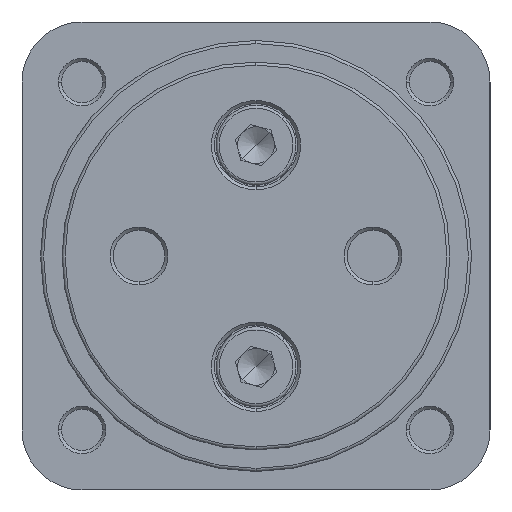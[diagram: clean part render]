
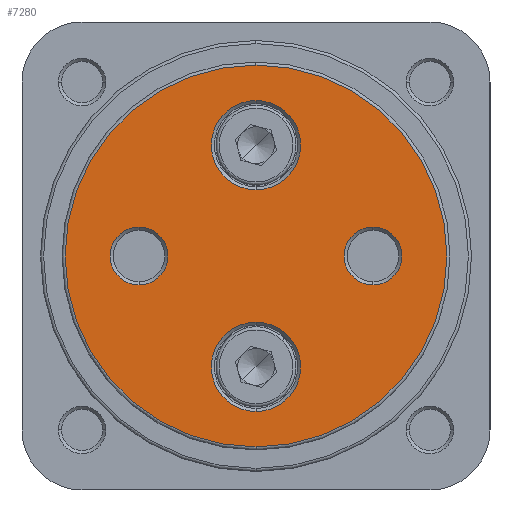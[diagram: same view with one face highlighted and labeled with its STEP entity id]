
A CAD part, left-side view. The second image highlights one B-rep face of the part: STEP entity #7280.
In plain terms, the highlighted planar face has unit normal (-1, 0, 0).
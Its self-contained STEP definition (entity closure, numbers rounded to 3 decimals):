
#224 = CARTESIAN_POINT ( 'NONE',  ( 0., -19., 4.7 ) ) ;
#233 = CARTESIAN_POINT ( 'NONE',  ( 0., 19., -4.7 ) ) ;
#234 = CARTESIAN_POINT ( 'NONE',  ( 0., -19., -4.7 ) ) ;
#236 = CARTESIAN_POINT ( 'NONE',  ( 0., 19., 4.7 ) ) ;
#277 = CARTESIAN_POINT ( 'NONE',  ( 0., 0., -10.75 ) ) ;
#278 = CARTESIAN_POINT ( 'NONE',  ( 0., 0., -25.25 ) ) ;
#280 = CARTESIAN_POINT ( 'NONE',  ( 0., 0., 25.25 ) ) ;
#288 = CARTESIAN_POINT ( 'NONE',  ( 0., 0., 10.75 ) ) ;
#351 = CARTESIAN_POINT ( 'NONE',  ( 0., 0., 0. ) ) ;
#352 = DIRECTION ( 'NONE',  ( -1., 0., 0. ) ) ;
#353 = DIRECTION ( 'NONE',  ( 0., 0., -1. ) ) ;
#362 = CARTESIAN_POINT ( 'NONE',  ( 0., 0., 18. ) ) ;
#363 = DIRECTION ( 'NONE',  ( 1., 0., 0. ) ) ;
#364 = DIRECTION ( 'NONE',  ( 0., 0., -1. ) ) ;
#391 = CARTESIAN_POINT ( 'NONE',  ( 0., 0., 18. ) ) ;
#392 = DIRECTION ( 'NONE',  ( 1., 0., 0. ) ) ;
#393 = DIRECTION ( 'NONE',  ( 0., 0., -1. ) ) ;
#397 = CARTESIAN_POINT ( 'NONE',  ( 0., 19., 0. ) ) ;
#398 = DIRECTION ( 'NONE',  ( 1., 0., 0. ) ) ;
#399 = DIRECTION ( 'NONE',  ( 0., 0., -1. ) ) ;
#419 = CARTESIAN_POINT ( 'NONE',  ( 0., 0., 0. ) ) ;
#420 = DIRECTION ( 'NONE',  ( -1., 0., 0. ) ) ;
#421 = DIRECTION ( 'NONE',  ( 0., 0., -1. ) ) ;
#440 = CARTESIAN_POINT ( 'NONE',  ( 0., 0., -18. ) ) ;
#441 = DIRECTION ( 'NONE',  ( 1., 0., 0. ) ) ;
#442 = DIRECTION ( 'NONE',  ( 0., 0., -1. ) ) ;
#499 = CARTESIAN_POINT ( 'NONE',  ( 0., -19., 0. ) ) ;
#500 = DIRECTION ( 'NONE',  ( 1., 0., 0. ) ) ;
#501 = DIRECTION ( 'NONE',  ( 0., 0., -1. ) ) ;
#593 = CARTESIAN_POINT ( 'NONE',  ( 0., 0., -18. ) ) ;
#595 = DIRECTION ( 'NONE',  ( 1., 0., 0. ) ) ;
#596 = DIRECTION ( 'NONE',  ( 0., 0., -1. ) ) ;
#687 = CARTESIAN_POINT ( 'NONE',  ( 0., 19., 0. ) ) ;
#688 = DIRECTION ( 'NONE',  ( 1., 0., 0. ) ) ;
#689 = DIRECTION ( 'NONE',  ( 0., 0., -1. ) ) ;
#698 = CARTESIAN_POINT ( 'NONE',  ( 0., -19., 0. ) ) ;
#705 = DIRECTION ( 'NONE',  ( 1., 0., 0. ) ) ;
#706 = DIRECTION ( 'NONE',  ( 0., 0., -1. ) ) ;
#1364 = CIRCLE ( 'NONE', #7911, 4.7 ) ;
#1373 = CIRCLE ( 'NONE', #7914, 4.7 ) ;
#1842 = FACE_OUTER_BOUND ( 'NONE', #3986, .T. ) ;
#1844 = FACE_BOUND ( 'NONE', #3981, .T. ) ;
#1849 = FACE_BOUND ( 'NONE', #3889, .T. ) ;
#1851 = FACE_BOUND ( 'NONE', #3938, .T. ) ;
#1853 = FACE_BOUND ( 'NONE', #4005, .T. ) ;
#2477 = CARTESIAN_POINT ( 'NONE',  ( 0., 0., 0. ) ) ;
#2483 = PLANE ( 'NONE',  #8194 ) ;
#2486 = DIRECTION ( 'NONE',  ( 1., 0., 0. ) ) ;
#2487 = DIRECTION ( 'NONE',  ( 0., 0., -1. ) ) ;
#3260 = VERTEX_POINT ( 'NONE', #8475 ) ;
#3269 = VERTEX_POINT ( 'NONE', #8322 ) ;
#3748 = VERTEX_POINT ( 'NONE', #224 ) ;
#3757 = VERTEX_POINT ( 'NONE', #233 ) ;
#3758 = VERTEX_POINT ( 'NONE', #234 ) ;
#3760 = VERTEX_POINT ( 'NONE', #236 ) ;
#3807 = VERTEX_POINT ( 'NONE', #277 ) ;
#3808 = VERTEX_POINT ( 'NONE', #278 ) ;
#3810 = VERTEX_POINT ( 'NONE', #280 ) ;
#3818 = VERTEX_POINT ( 'NONE', #288 ) ;
#3889 = EDGE_LOOP ( 'NONE', ( #5705, #5718 ) ) ;
#3938 = EDGE_LOOP ( 'NONE', ( #5701, #5717 ) ) ;
#3981 = EDGE_LOOP ( 'NONE', ( #5707, #5729 ) ) ;
#3986 = EDGE_LOOP ( 'NONE', ( #5721, #5727 ) ) ;
#4005 = EDGE_LOOP ( 'NONE', ( #5731, #5708 ) ) ;
#4008 = CIRCLE ( 'NONE', #7834, 4.7 ) ;
#4099 = CIRCLE ( 'NONE', #7824, 31. ) ;
#4118 = CIRCLE ( 'NONE', #7833, 7.25 ) ;
#4125 = CIRCLE ( 'NONE', #7825, 7.25 ) ;
#4151 = CIRCLE ( 'NONE', #7840, 31. ) ;
#4234 = CIRCLE ( 'NONE', #7888, 7.25 ) ;
#4261 = CIRCLE ( 'NONE', #7861, 4.7 ) ;
#4304 = EDGE_CURVE ( 'NONE', #3269, #3260, #4099, .T. ) ;
#4308 = EDGE_CURVE ( 'NONE', #3810, #3818, #4125, .T. ) ;
#4319 = EDGE_CURVE ( 'NONE', #3818, #3810, #4118, .T. ) ;
#4321 = EDGE_CURVE ( 'NONE', #3757, #3760, #4008, .T. ) ;
#4329 = EDGE_CURVE ( 'NONE', #3260, #3269, #4151, .T. ) ;
#4337 = EDGE_CURVE ( 'NONE', #3808, #3807, #5118, .T. ) ;
#4358 = EDGE_CURVE ( 'NONE', #3758, #3748, #4261, .T. ) ;
#4393 = EDGE_CURVE ( 'NONE', #3807, #3808, #4234, .T. ) ;
#4428 = EDGE_CURVE ( 'NONE', #3760, #3757, #1364, .T. ) ;
#4434 = EDGE_CURVE ( 'NONE', #3748, #3758, #1373, .T. ) ;
#5118 = CIRCLE ( 'NONE', #7847, 7.25 ) ;
#5701 = ORIENTED_EDGE ( 'NONE', *, *, #4308, .T. ) ;
#5705 = ORIENTED_EDGE ( 'NONE', *, *, #4393, .T. ) ;
#5707 = ORIENTED_EDGE ( 'NONE', *, *, #4428, .T. ) ;
#5708 = ORIENTED_EDGE ( 'NONE', *, *, #4358, .T. ) ;
#5717 = ORIENTED_EDGE ( 'NONE', *, *, #4319, .T. ) ;
#5718 = ORIENTED_EDGE ( 'NONE', *, *, #4337, .T. ) ;
#5721 = ORIENTED_EDGE ( 'NONE', *, *, #4329, .T. ) ;
#5727 = ORIENTED_EDGE ( 'NONE', *, *, #4304, .T. ) ;
#5729 = ORIENTED_EDGE ( 'NONE', *, *, #4321, .T. ) ;
#5731 = ORIENTED_EDGE ( 'NONE', *, *, #4434, .T. ) ;
#7280 = ADVANCED_FACE ( 'NONE', ( #1842, #1849, #1851, #1853, #1844 ), #2483, .F. ) ;
#7824 = AXIS2_PLACEMENT_3D ( 'NONE', #351, #352, #353 ) ;
#7825 = AXIS2_PLACEMENT_3D ( 'NONE', #362, #363, #364 ) ;
#7833 = AXIS2_PLACEMENT_3D ( 'NONE', #391, #392, #393 ) ;
#7834 = AXIS2_PLACEMENT_3D ( 'NONE', #397, #398, #399 ) ;
#7840 = AXIS2_PLACEMENT_3D ( 'NONE', #419, #420, #421 ) ;
#7847 = AXIS2_PLACEMENT_3D ( 'NONE', #440, #441, #442 ) ;
#7861 = AXIS2_PLACEMENT_3D ( 'NONE', #499, #500, #501 ) ;
#7888 = AXIS2_PLACEMENT_3D ( 'NONE', #593, #595, #596 ) ;
#7911 = AXIS2_PLACEMENT_3D ( 'NONE', #687, #688, #689 ) ;
#7914 = AXIS2_PLACEMENT_3D ( 'NONE', #698, #705, #706 ) ;
#8194 = AXIS2_PLACEMENT_3D ( 'NONE', #2477, #2486, #2487 ) ;
#8322 = CARTESIAN_POINT ( 'NONE',  ( 0., 0., 31. ) ) ;
#8475 = CARTESIAN_POINT ( 'NONE',  ( 0., 0., -31. ) ) ;
